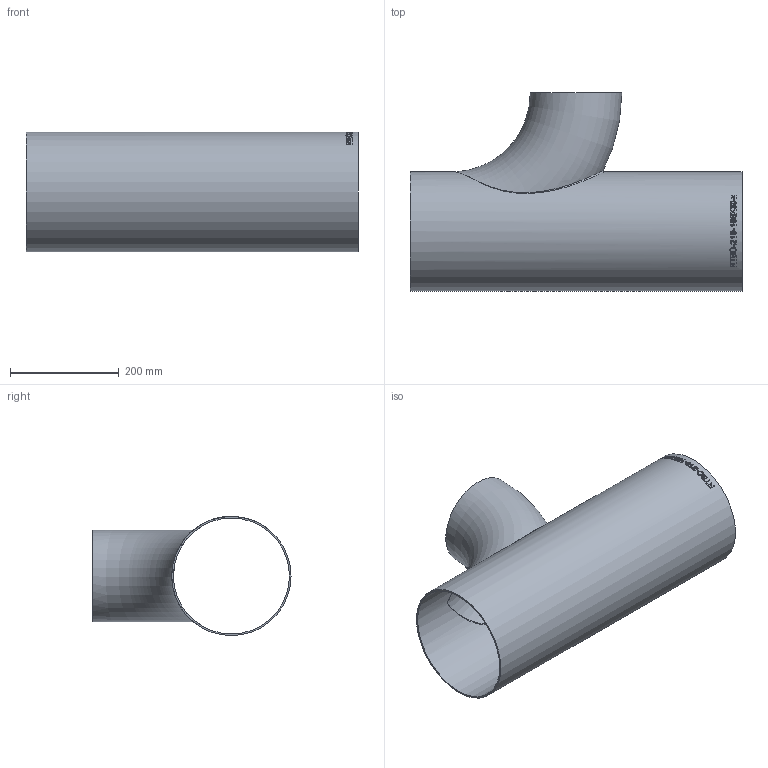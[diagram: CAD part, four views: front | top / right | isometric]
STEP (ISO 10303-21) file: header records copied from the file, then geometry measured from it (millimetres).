
FILE_DESCRIPTION (( 'STEP AP214' ), '1' );
FILE_NAME ('RTBO-219-168X30-x T-Bogen reduziert 2005.STEP', '2020-05-25T09:35:30', ( '' ), ( '' ), 'SwSTEP 2.0', 'SolidWorks 2019', '' );
FILE_SCHEMA (( 'AUTOMOTIVE_DESIGN' ));
Length unit declared in the file: millimetre
Products named in the file (1): RTBO-219-168X30-x T-Bogen reduziert 2005
Bounding box: 610 x 363.95 x 219.1 mm (x, y, z)
Volume: 1526698.3 mm3; surface area: 962308.5 mm2
Topology: 1 solids, 1 shells, 232 faces, 610 edges, 407 vertices
Faces by surface type: bspline 140, plane 62, cylinder 28, torus 2
Full cylindrical faces by diameter (mm): 213.1 x1, 219.1 x1
Entity records: 43716 total; most frequent: CARTESIAN_POINT 36831, ORIENTED_EDGE 1202, EDGE_CURVE 601, B_SPLINE_CURVE_WITH_KNOTS 437, DIRECTION 428, VERTEX_POINT 404, EDGE_LOOP 269, FACE_OUTER_BOUND 238
